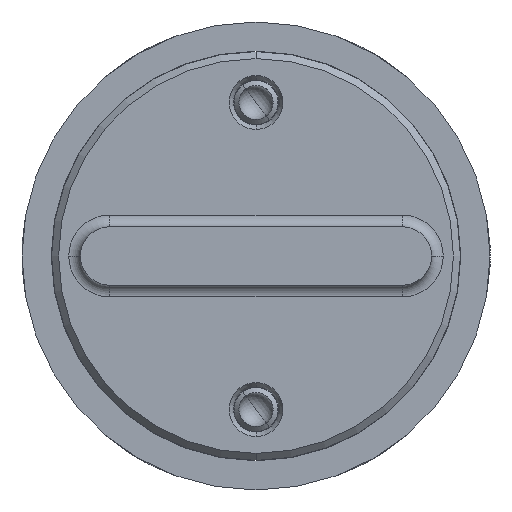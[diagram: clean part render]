
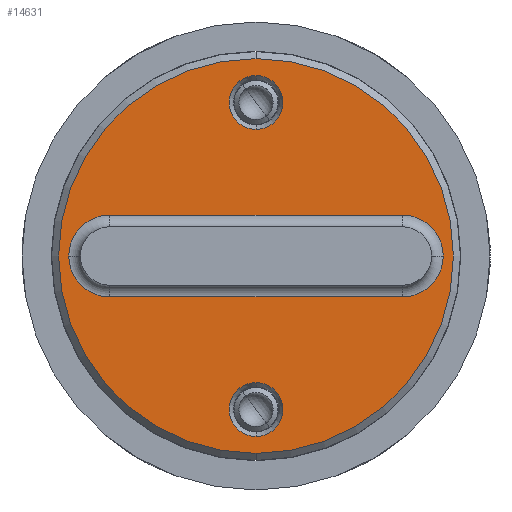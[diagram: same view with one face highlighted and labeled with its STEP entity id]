
A CAD part, left-side view. The second image highlights one B-rep face of the part: STEP entity #14631.
In plain terms, the highlighted planar face has unit normal (-1, 0, 0).
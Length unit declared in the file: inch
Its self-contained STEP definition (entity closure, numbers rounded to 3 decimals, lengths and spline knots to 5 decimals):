
#759 = VERTEX_POINT ( 'NONE', #14262 ) ;
#2139 = DIRECTION ( 'NONE',  ( -1., 0., 0. ) ) ;
#3254 = FACE_BOUND ( 'NONE', #40259, .T. ) ;
#4795 = CARTESIAN_POINT ( 'NONE',  ( -1.1095, 0., 0.175 ) ) ;
#6833 = AXIS2_PLACEMENT_3D ( 'NONE', #80788, #15370, #40709 ) ;
#7791 = DIRECTION ( 'NONE',  ( 0., 0., 1. ) ) ;
#8293 = ORIENTED_EDGE ( 'NONE', *, *, #38282, .T. ) ;
#9090 = DIRECTION ( 'NONE',  ( -1., 0., 0. ) ) ;
#10229 = VERTEX_POINT ( 'NONE', #31738 ) ;
#12927 = CIRCLE ( 'NONE', #75584, 0.115 ) ;
#13598 = CARTESIAN_POINT ( 'NONE',  ( -1.1095, 0., -0.541 ) ) ;
#14262 = CARTESIAN_POINT ( 'NONE',  ( -1.1095, 0., 0.771 ) ) ;
#14413 = AXIS2_PLACEMENT_3D ( 'NONE', #55678, #82198, #40822 ) ;
#14631 = ADVANCED_FACE ( 'NONE', ( #3254, #29886, #43447, #43869 ), #70877, .T. ) ;
#15224 = DIRECTION ( 'NONE',  ( 0., 0., 1. ) ) ;
#15370 = DIRECTION ( 'NONE',  ( 1., 0., 0. ) ) ;
#17470 = LINE ( 'NONE', #4795, #20847 ) ;
#17776 = EDGE_CURVE ( 'NONE', #29838, #22077, #45183, .T. ) ;
#17981 = CIRCLE ( 'NONE', #47346, 0.115 ) ;
#18023 = AXIS2_PLACEMENT_3D ( 'NONE', #20427, #60204, #67546 ) ;
#18481 = VERTEX_POINT ( 'NONE', #84000 ) ;
#18614 = CIRCLE ( 'NONE', #66001, 0.115 ) ;
#19802 = EDGE_LOOP ( 'NONE', ( #85011, #75155 ) ) ;
#20427 = CARTESIAN_POINT ( 'NONE',  ( -1.1095, 0.625, 0. ) ) ;
#20738 = CARTESIAN_POINT ( 'NONE',  ( -1.1095, 0., 0.8435 ) ) ;
#20811 = AXIS2_PLACEMENT_3D ( 'NONE', #34930, #9090, #15224 ) ;
#20847 = VECTOR ( 'NONE', #77713, 39.37008 ) ;
#21562 = VERTEX_POINT ( 'NONE', #48714 ) ;
#21782 = CARTESIAN_POINT ( 'NONE',  ( -1.1095, 0., 0.656 ) ) ;
#22005 = CARTESIAN_POINT ( 'NONE',  ( -1.1095, 0., -0.656 ) ) ;
#22077 = VERTEX_POINT ( 'NONE', #20738 ) ;
#22433 = EDGE_CURVE ( 'NONE', #10229, #22737, #79558, .T. ) ;
#22737 = VERTEX_POINT ( 'NONE', #30445 ) ;
#25048 = CIRCLE ( 'NONE', #20811, 0.8435 ) ;
#25302 = CARTESIAN_POINT ( 'NONE',  ( -1.1095, 0., -0.771 ) ) ;
#26252 = EDGE_CURVE ( 'NONE', #69165, #73819, #18614, .T. ) ;
#26836 = CARTESIAN_POINT ( 'NONE',  ( -1.1095, 0., -0.175 ) ) ;
#27598 = DIRECTION ( 'NONE',  ( 0., 0., 1. ) ) ;
#28346 = DIRECTION ( 'NONE',  ( 0., 0., 1. ) ) ;
#29788 = VERTEX_POINT ( 'NONE', #54681 ) ;
#29838 = VERTEX_POINT ( 'NONE', #63756 ) ;
#29886 = FACE_BOUND ( 'NONE', #61145, .T. ) ;
#30445 = CARTESIAN_POINT ( 'NONE',  ( -1.1095, 0.625, -0.175 ) ) ;
#30783 = EDGE_CURVE ( 'NONE', #759, #60650, #17981, .T. ) ;
#31015 = EDGE_CURVE ( 'NONE', #18481, #21562, #17470, .T. ) ;
#31738 = CARTESIAN_POINT ( 'NONE',  ( -1.1095, -0.625, -0.175 ) ) ;
#33690 = ORIENTED_EDGE ( 'NONE', *, *, #65865, .F. ) ;
#33907 = ORIENTED_EDGE ( 'NONE', *, *, #71319, .F. ) ;
#34816 = CIRCLE ( 'NONE', #6833, 0.175 ) ;
#34930 = CARTESIAN_POINT ( 'NONE',  ( -1.1095, 0., 0. ) ) ;
#38282 = EDGE_CURVE ( 'NONE', #22737, #74150, #83749, .T. ) ;
#39602 = VECTOR ( 'NONE', #66468, 39.37008 ) ;
#40259 = EDGE_LOOP ( 'NONE', ( #53613, #57827, #68922, #8293, #47242, #66808 ) ) ;
#40709 = DIRECTION ( 'NONE',  ( 0., 0., 1. ) ) ;
#40822 = DIRECTION ( 'NONE',  ( 0., 0., 1. ) ) ;
#41682 = DIRECTION ( 'NONE',  ( 0., 0., 1. ) ) ;
#42301 = CIRCLE ( 'NONE', #14413, 0.175 ) ;
#42391 = CARTESIAN_POINT ( 'NONE',  ( -1.1095, 0., -0.656 ) ) ;
#42759 = CARTESIAN_POINT ( 'NONE',  ( -1.1095, 0., 0.541 ) ) ;
#43327 = EDGE_CURVE ( 'NONE', #29788, #10229, #34816, .T. ) ;
#43447 = FACE_BOUND ( 'NONE', #85330, .T. ) ;
#43869 = FACE_OUTER_BOUND ( 'NONE', #19802, .T. ) ;
#45183 = CIRCLE ( 'NONE', #78563, 0.8435 ) ;
#46016 = DIRECTION ( 'NONE',  ( -1., 0., 0. ) ) ;
#46563 = ORIENTED_EDGE ( 'NONE', *, *, #26252, .F. ) ;
#47077 = EDGE_CURVE ( 'NONE', #21562, #29788, #42301, .T. ) ;
#47242 = ORIENTED_EDGE ( 'NONE', *, *, #62230, .T. ) ;
#47346 = AXIS2_PLACEMENT_3D ( 'NONE', #81207, #54262, #59498 ) ;
#48562 = CIRCLE ( 'NONE', #65181, 0.115 ) ;
#48673 = DIRECTION ( 'NONE',  ( -1., 0., 0. ) ) ;
#48714 = CARTESIAN_POINT ( 'NONE',  ( -1.1095, -0.625, 0.175 ) ) ;
#53407 = CARTESIAN_POINT ( 'NONE',  ( -1.1095, 0., 0. ) ) ;
#53453 = DIRECTION ( 'NONE',  ( 0., 0., 1. ) ) ;
#53613 = ORIENTED_EDGE ( 'NONE', *, *, #47077, .T. ) ;
#54262 = DIRECTION ( 'NONE',  ( -1., 0., 0. ) ) ;
#54681 = CARTESIAN_POINT ( 'NONE',  ( -1.1095, -0.8, 0. ) ) ;
#55678 = CARTESIAN_POINT ( 'NONE',  ( -1.1095, -0.625, 0. ) ) ;
#55948 = AXIS2_PLACEMENT_3D ( 'NONE', #59117, #46016, #53453 ) ;
#57827 = ORIENTED_EDGE ( 'NONE', *, *, #43327, .T. ) ;
#59117 = CARTESIAN_POINT ( 'NONE',  ( -1.1095, 0., 0. ) ) ;
#59498 = DIRECTION ( 'NONE',  ( 0., 0., 1. ) ) ;
#60204 = DIRECTION ( 'NONE',  ( 1., 0., 0. ) ) ;
#60650 = VERTEX_POINT ( 'NONE', #42759 ) ;
#61145 = EDGE_LOOP ( 'NONE', ( #66883, #33690 ) ) ;
#61496 = CARTESIAN_POINT ( 'NONE',  ( -1.1095, 0.625, 0. ) ) ;
#61624 = DIRECTION ( 'NONE',  ( 0., 0., 1. ) ) ;
#62230 = EDGE_CURVE ( 'NONE', #74150, #18481, #82107, .T. ) ;
#63756 = CARTESIAN_POINT ( 'NONE',  ( -1.1095, 0., -0.8435 ) ) ;
#65181 = AXIS2_PLACEMENT_3D ( 'NONE', #42391, #81610, #27598 ) ;
#65865 = EDGE_CURVE ( 'NONE', #60650, #759, #12927, .T. ) ;
#66001 = AXIS2_PLACEMENT_3D ( 'NONE', #22005, #48673, #41682 ) ;
#66468 = DIRECTION ( 'NONE',  ( 0., 1., 0. ) ) ;
#66808 = ORIENTED_EDGE ( 'NONE', *, *, #31015, .T. ) ;
#66883 = ORIENTED_EDGE ( 'NONE', *, *, #30783, .F. ) ;
#67546 = DIRECTION ( 'NONE',  ( 0., 0., 1. ) ) ;
#68922 = ORIENTED_EDGE ( 'NONE', *, *, #22433, .T. ) ;
#69165 = VERTEX_POINT ( 'NONE', #13598 ) ;
#70877 = PLANE ( 'NONE',  #55948 ) ;
#71319 = EDGE_CURVE ( 'NONE', #73819, #69165, #48562, .T. ) ;
#72379 = EDGE_CURVE ( 'NONE', #22077, #29838, #25048, .T. ) ;
#73381 = DIRECTION ( 'NONE',  ( -1., 0., 0. ) ) ;
#73819 = VERTEX_POINT ( 'NONE', #25302 ) ;
#74000 = AXIS2_PLACEMENT_3D ( 'NONE', #61496, #81504, #7791 ) ;
#74150 = VERTEX_POINT ( 'NONE', #75784 ) ;
#75155 = ORIENTED_EDGE ( 'NONE', *, *, #72379, .T. ) ;
#75584 = AXIS2_PLACEMENT_3D ( 'NONE', #21782, #2139, #28346 ) ;
#75784 = CARTESIAN_POINT ( 'NONE',  ( -1.1095, 0.8, 0. ) ) ;
#77713 = DIRECTION ( 'NONE',  ( 0., -1., 0. ) ) ;
#78563 = AXIS2_PLACEMENT_3D ( 'NONE', #53407, #73381, #61624 ) ;
#79558 = LINE ( 'NONE', #26836, #39602 ) ;
#80788 = CARTESIAN_POINT ( 'NONE',  ( -1.1095, -0.625, 0. ) ) ;
#81207 = CARTESIAN_POINT ( 'NONE',  ( -1.1095, 0., 0.656 ) ) ;
#81504 = DIRECTION ( 'NONE',  ( 1., 0., 0. ) ) ;
#81610 = DIRECTION ( 'NONE',  ( -1., 0., 0. ) ) ;
#82107 = CIRCLE ( 'NONE', #18023, 0.175 ) ;
#82198 = DIRECTION ( 'NONE',  ( 1., 0., 0. ) ) ;
#83749 = CIRCLE ( 'NONE', #74000, 0.175 ) ;
#84000 = CARTESIAN_POINT ( 'NONE',  ( -1.1095, 0.625, 0.175 ) ) ;
#85011 = ORIENTED_EDGE ( 'NONE', *, *, #17776, .T. ) ;
#85330 = EDGE_LOOP ( 'NONE', ( #46563, #33907 ) ) ;
